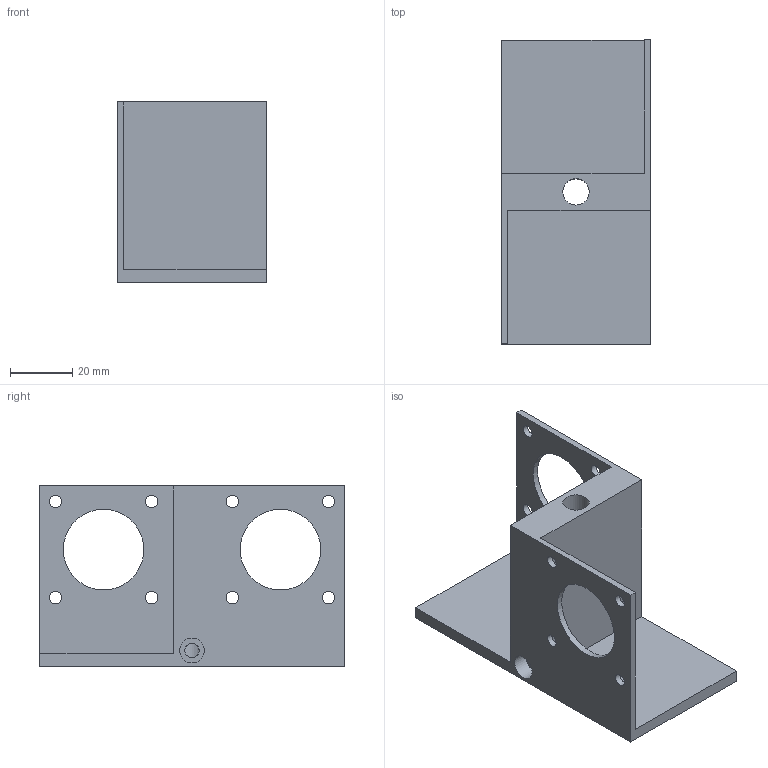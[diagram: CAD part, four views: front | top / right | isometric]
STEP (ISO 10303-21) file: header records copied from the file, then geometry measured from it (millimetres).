
FILE_DESCRIPTION(/* description */ (''),/* implementation_level */ '2;1');
FILE_NAME(/* name */ 'ExtruderMount.stp',/* time_stamp */ '2024-05-06T16:03:15+01:00',/* author */ (''),/* organization */ (''),/* preprocessor_version */ 'ST-DEVELOPER v16.7',/* originating_system */ 'SIEMENS PLM Software NX 12.0',/* authorisation */ '');
FILE_SCHEMA (('AUTOMOTIVE_DESIGN { 1 0 10303 214 3 1 1 1 }'));
Length unit declared in the file: millimetre
Products named in the file (1): ExtruderMountV2_nema17
Bounding box: 48 x 98 x 58 mm (x, y, z)
Volume: 53092.8 mm3; surface area: 26292 mm2
Topology: 1 solids, 1 shells, 26 faces, 77 edges, 54 vertices
Faces by surface type: plane 13, cylinder 13
Full cylindrical faces by diameter (mm): 4 x8, 4.6 x1, 8 x1, 8.5 x1, 26 x2
Entity records: 883 total; most frequent: CARTESIAN_POINT 189, DIRECTION 134, ORIENTED_EDGE 112, EDGE_LOOP 64, FACE_BOUND 58, EDGE_CURVE 56, AXIS2_PLACEMENT_3D 52, VERTEX_POINT 46
